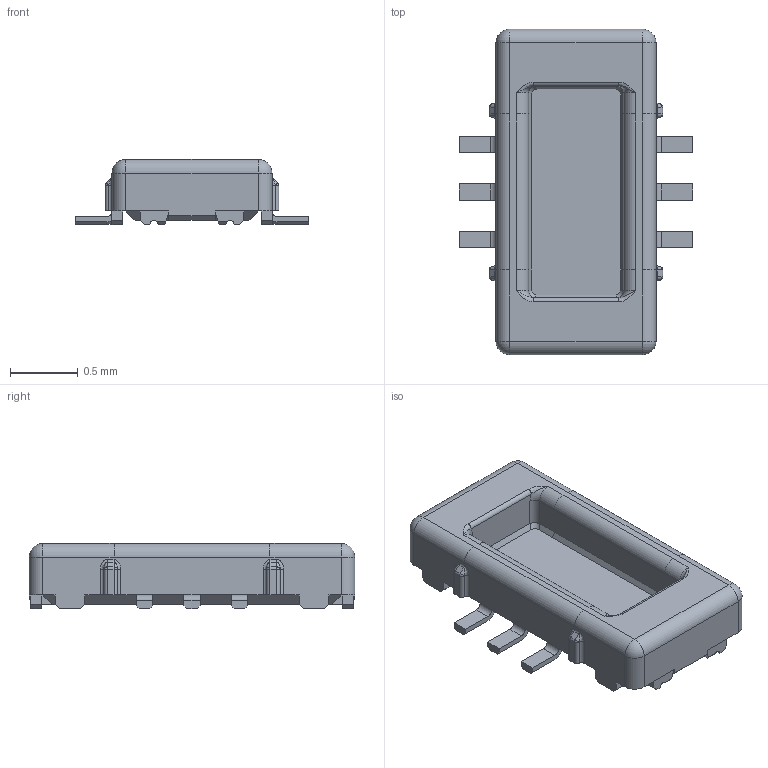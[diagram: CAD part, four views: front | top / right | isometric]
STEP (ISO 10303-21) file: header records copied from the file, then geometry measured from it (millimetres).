
FILE_DESCRIPTION (( 'STEP AP214' ), '1' );
FILE_NAME ('14_5861_006_024_829_+.STEP', '2016-06-02T05:26:15', ( '' ), ( '' ), 'SwSTEP 2.0', 'SolidWorks 2014', '' );
FILE_SCHEMA (( 'AUTOMOTIVE_DESIGN' ));
Length unit declared in the file: millimetre
Products named in the file (1): 14_5861_006_024_829_+
Bounding box: 1.72 x 2.4 x 0.48 mm (x, y, z)
Volume: 0.9 mm3; surface area: 10.6 mm2
Topology: 1 solids, 1 shells, 259 faces, 696 edges, 424 vertices
Faces by surface type: plane 143, cylinder 76, sphere 12, bspline 12, cone 12, torus 4
Entity records: 10873 total; most frequent: CARTESIAN_POINT 1708, ORIENTED_EDGE 1360, DIRECTION 1268, EDGE_CURVE 680, VECTOR 492, LINE 492, VERTEX_POINT 424, AXIS2_PLACEMENT_3D 388
